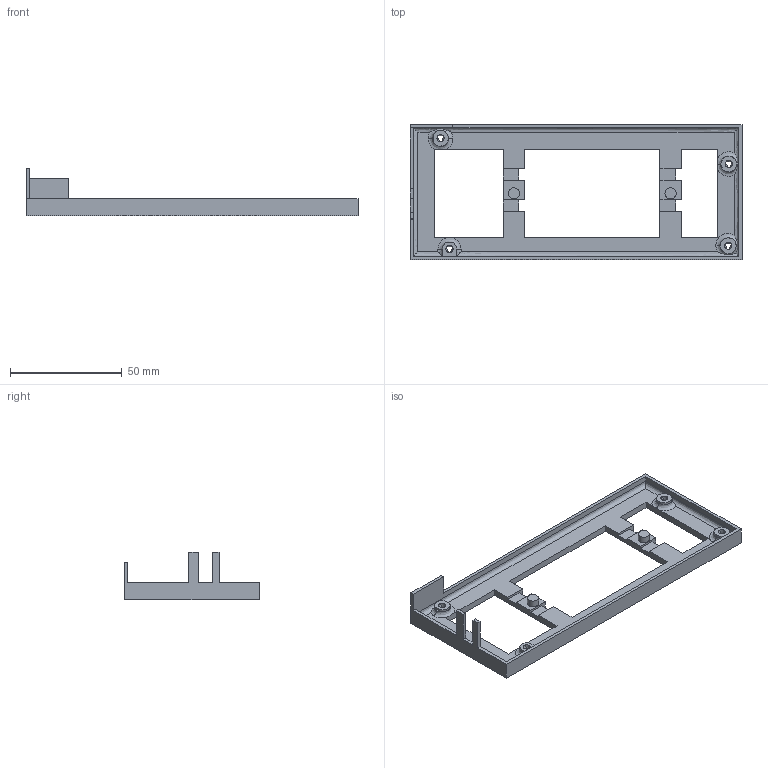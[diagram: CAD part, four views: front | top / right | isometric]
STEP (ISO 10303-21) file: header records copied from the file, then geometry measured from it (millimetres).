
FILE_DESCRIPTION(/* description */ ('STEP AP242','CAx-IF Rec.Pracs.---Representation and Presentation of Product Manufacturing Information (PMI)---4.0---2014-10-13','CAx-IF Rec.Pracs.---3D Tessellated Geometry---0.4---2014-09-14','2;1'),/* implementation_level */ '2;1');
FILE_NAME(/* name */ '683ff33cfc82e73c2487de3f',/* time_stamp */ '2025-06-04T07:18:21Z',/* author */ (''),/* organization */ (''),/* preprocessor_version */ 'ST-DEVELOPER v20',/* originating_system */ 'ONSHAPE BY PTC INC, 1.198',/* authorisation */ ' ');
FILE_SCHEMA (('AP242_MANAGED_MODEL_BASED_3D_ENGINEERING_MIM_LF { 1 0 10303 442 1 1 4 }'));
Length unit declared in the file: metre
Products named in the file (1): lower case
Bounding box: 148.3 x 60.3 x 21.2 mm (x, y, z)
Volume: 17766.9 mm3; surface area: 16544.5 mm2
Topology: 1 solids, 1 shells, 156 faces, 440 edges, 285 vertices
Faces by surface type: bspline 156
Entity records: 5800 total; most frequent: CARTESIAN_POINT 2447, ORIENTED_EDGE 880, EDGE_CURVE 440, DIRECTION 413, VERTEX_POINT 285, LINE 225, VECTOR 225, EDGE_LOOP 169
